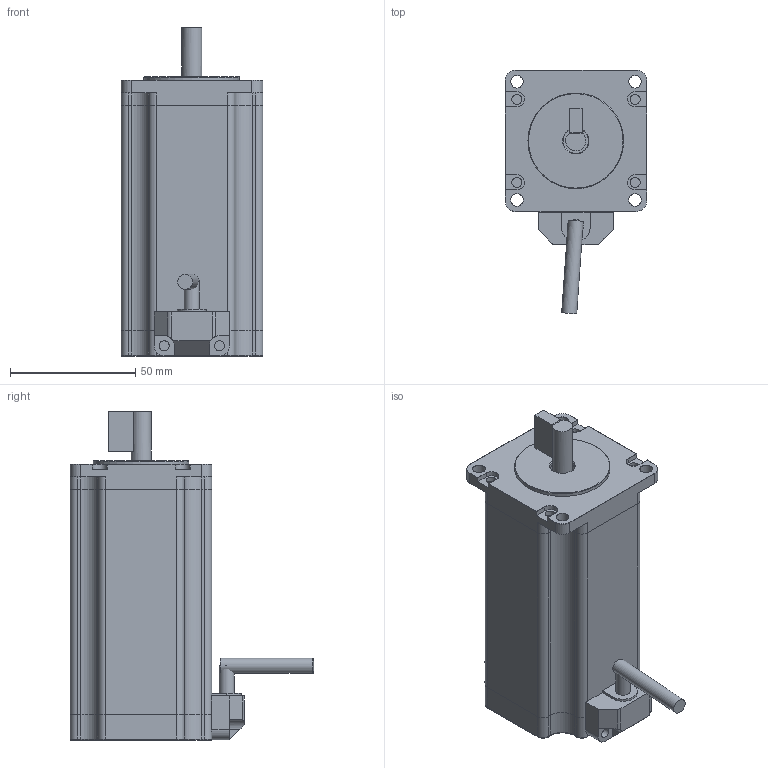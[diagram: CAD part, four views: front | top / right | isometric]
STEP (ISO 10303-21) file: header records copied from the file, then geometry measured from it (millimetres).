
FILE_DESCRIPTION(/* description */ (''),/* implementation_level */ '2;1');
FILE_NAME(/* name */ 'MP3-57H110.step',/* time_stamp */ '2021-03-30T14:02:26+08:00',/* author */ (''),/* organization */ (''),/* preprocessor_version */ 'ST-DEVELOPER v16',/* originating_system */ 'SIEMENS PLM Software NX 10.0',/* authorisation */ '');
FILE_SCHEMA (('AUTOMOTIVE_DESIGN { 1 0 10303 214 3 1 1 1 }'));
Length unit declared in the file: millimetre
Products named in the file (1): MP3-57H110
Bounding box: 56.4 x 97.02 x 131 mm (x, y, z)
Volume: 310576.1 mm3; surface area: 53095.9 mm2
Topology: 10 solids, 10 shells, 227 faces, 566 edges, 368 vertices
Faces by surface type: plane 119, cylinder 94, torus 12, cone 2
Full cylindrical faces by diameter (mm): 4 x6, 5 x8, 6 x2, 8 x2, 10 x4, 38.1 x1
Entity records: 6819 total; most frequent: CARTESIAN_POINT 1221, DIRECTION 1189, ORIENTED_EDGE 1076, EDGE_CURVE 538, AXIS2_PLACEMENT_3D 429, VERTEX_POINT 365, LINE 331, VECTOR 331
